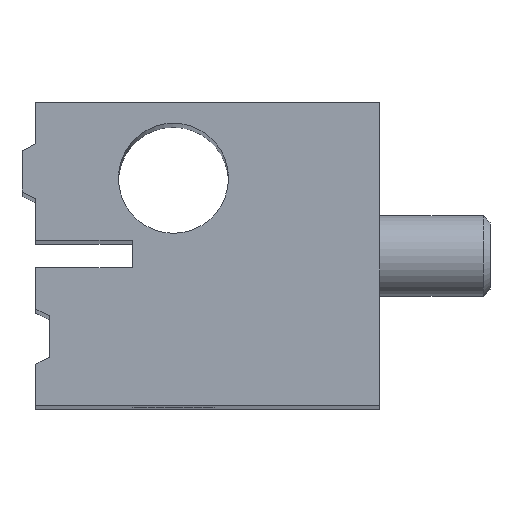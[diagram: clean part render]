
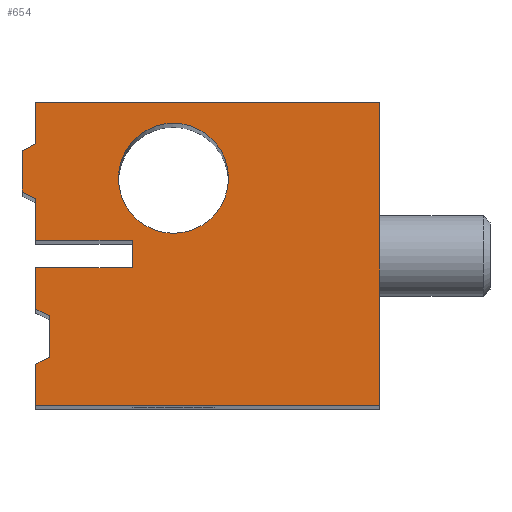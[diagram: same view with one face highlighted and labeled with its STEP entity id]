
A CAD part, top view. The second image highlights one B-rep face of the part: STEP entity #654.
In plain terms, the highlighted planar face has unit normal (0, 0, 1).
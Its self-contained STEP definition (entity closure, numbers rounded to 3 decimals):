
#18=FACE_BOUND('',#125,.T.);
#42=PLANE('',#714);
#85=FACE_OUTER_BOUND('',#124,.T.);
#124=EDGE_LOOP('',(#530,#531,#532,#533,#534,#535,#536,#537,#538,#539,#540,
#541,#542,#543,#544,#545));
#125=EDGE_LOOP('',(#546));
#161=LINE('',#995,#224);
#164=LINE('',#1001,#227);
#168=LINE('',#1008,#231);
#169=LINE('',#1011,#232);
#174=LINE('',#1020,#237);
#177=LINE('',#1028,#240);
#181=LINE('',#1035,#244);
#184=LINE('',#1041,#247);
#187=LINE('',#1047,#250);
#190=LINE('',#1053,#253);
#193=LINE('',#1059,#256);
#197=LINE('',#1071,#260);
#198=LINE('',#1074,#261);
#199=LINE('',#1076,#262);
#200=LINE('',#1077,#263);
#201=LINE('',#1078,#264);
#224=VECTOR('',#782,10.);
#227=VECTOR('',#787,10.);
#231=VECTOR('',#793,10.);
#232=VECTOR('',#796,10.);
#237=VECTOR('',#803,10.);
#240=VECTOR('',#808,10.);
#244=VECTOR('',#814,10.);
#247=VECTOR('',#819,10.);
#250=VECTOR('',#824,10.);
#253=VECTOR('',#829,10.);
#256=VECTOR('',#834,10.);
#260=VECTOR('',#846,10.);
#261=VECTOR('',#849,10.);
#262=VECTOR('',#850,10.);
#263=VECTOR('',#851,10.);
#264=VECTOR('',#852,10.);
#288=CIRCLE('',#712,4.);
#312=VERTEX_POINT('',#992);
#313=VERTEX_POINT('',#994);
#315=VERTEX_POINT('',#1000);
#317=VERTEX_POINT('',#1006);
#318=VERTEX_POINT('',#1010);
#321=VERTEX_POINT('',#1018);
#324=VERTEX_POINT('',#1025);
#325=VERTEX_POINT('',#1027);
#327=VERTEX_POINT('',#1033);
#329=VERTEX_POINT('',#1039);
#331=VERTEX_POINT('',#1045);
#333=VERTEX_POINT('',#1051);
#335=VERTEX_POINT('',#1057);
#337=VERTEX_POINT('',#1063);
#339=VERTEX_POINT('',#1069);
#340=VERTEX_POINT('',#1073);
#341=VERTEX_POINT('',#1075);
#377=EDGE_CURVE('',#313,#312,#161,.T.);
#380=EDGE_CURVE('',#315,#313,#164,.T.);
#384=EDGE_CURVE('',#312,#317,#168,.T.);
#385=EDGE_CURVE('',#318,#315,#169,.T.);
#390=EDGE_CURVE('',#317,#321,#174,.T.);
#393=EDGE_CURVE('',#325,#324,#177,.T.);
#397=EDGE_CURVE('',#324,#327,#181,.T.);
#400=EDGE_CURVE('',#327,#329,#184,.T.);
#403=EDGE_CURVE('',#321,#331,#187,.T.);
#406=EDGE_CURVE('',#331,#333,#190,.T.);
#409=EDGE_CURVE('',#333,#335,#193,.T.);
#412=EDGE_CURVE('',#337,#337,#288,.T.);
#415=EDGE_CURVE('',#329,#339,#197,.T.);
#416=EDGE_CURVE('',#339,#340,#198,.T.);
#417=EDGE_CURVE('',#340,#341,#199,.T.);
#418=EDGE_CURVE('',#341,#318,#200,.T.);
#419=EDGE_CURVE('',#335,#325,#201,.T.);
#530=ORIENTED_EDGE('',*,*,#393,.T.);
#531=ORIENTED_EDGE('',*,*,#397,.T.);
#532=ORIENTED_EDGE('',*,*,#400,.T.);
#533=ORIENTED_EDGE('',*,*,#415,.T.);
#534=ORIENTED_EDGE('',*,*,#416,.T.);
#535=ORIENTED_EDGE('',*,*,#417,.T.);
#536=ORIENTED_EDGE('',*,*,#418,.T.);
#537=ORIENTED_EDGE('',*,*,#385,.T.);
#538=ORIENTED_EDGE('',*,*,#380,.T.);
#539=ORIENTED_EDGE('',*,*,#377,.T.);
#540=ORIENTED_EDGE('',*,*,#384,.T.);
#541=ORIENTED_EDGE('',*,*,#390,.T.);
#542=ORIENTED_EDGE('',*,*,#403,.T.);
#543=ORIENTED_EDGE('',*,*,#406,.T.);
#544=ORIENTED_EDGE('',*,*,#409,.T.);
#545=ORIENTED_EDGE('',*,*,#419,.T.);
#546=ORIENTED_EDGE('',*,*,#412,.T.);
#654=ADVANCED_FACE('',(#85,#18),#42,.T.);
#712=AXIS2_PLACEMENT_3D('',#1065,#840,#841);
#714=AXIS2_PLACEMENT_3D('',#1072,#847,#848);
#782=DIRECTION('',(0.,-1.,0.));
#787=DIRECTION('',(-0.894,-0.447,0.));
#793=DIRECTION('',(0.894,-0.447,0.));
#796=DIRECTION('',(0.,-1.,0.));
#803=DIRECTION('',(0.,-1.,0.));
#808=DIRECTION('',(0.894,-0.447,0.));
#814=DIRECTION('',(0.,-1.,0.));
#819=DIRECTION('',(-0.894,-0.447,0.));
#824=DIRECTION('',(1.,0.,0.));
#829=DIRECTION('',(0.,-1.,0.));
#834=DIRECTION('',(-1.,0.,0.));
#840=DIRECTION('center_axis',(0.,0.,-1.));
#841=DIRECTION('ref_axis',(-1.,0.,0.));
#846=DIRECTION('',(0.,-1.,0.));
#847=DIRECTION('center_axis',(0.,0.,1.));
#848=DIRECTION('ref_axis',(1.,0.,0.));
#849=DIRECTION('',(1.,0.,0.));
#850=DIRECTION('',(0.,1.,0.));
#851=DIRECTION('',(-1.,0.,0.));
#852=DIRECTION('',(0.,-1.,0.));
#992=CARTESIAN_POINT('',(-1.,15.5,170.));
#994=CARTESIAN_POINT('',(-1.,18.5,170.));
#995=CARTESIAN_POINT('',(-1.,18.5,170.));
#1000=CARTESIAN_POINT('',(0.,19.,170.));
#1001=CARTESIAN_POINT('',(-1.,18.5,170.));
#1006=CARTESIAN_POINT('',(0.,15.,170.));
#1008=CARTESIAN_POINT('',(0.,15.,170.));
#1010=CARTESIAN_POINT('',(0.,22.,170.));
#1011=CARTESIAN_POINT('',(0.,0.,170.));
#1018=CARTESIAN_POINT('',(0.,12.,170.));
#1020=CARTESIAN_POINT('',(0.,0.,170.));
#1025=CARTESIAN_POINT('',(1.,6.5,170.));
#1027=CARTESIAN_POINT('',(0.,7.,170.));
#1028=CARTESIAN_POINT('',(4.7,4.65,170.));
#1033=CARTESIAN_POINT('',(1.,3.5,170.));
#1035=CARTESIAN_POINT('',(1.,7.25,170.));
#1039=CARTESIAN_POINT('',(0.,3.,170.));
#1041=CARTESIAN_POINT('',(6.6,6.3,170.));
#1045=CARTESIAN_POINT('',(7.,12.,170.));
#1047=CARTESIAN_POINT('',(9.75,12.,170.));
#1051=CARTESIAN_POINT('',(7.,10.,170.));
#1053=CARTESIAN_POINT('',(7.,10.5,170.));
#1057=CARTESIAN_POINT('',(0.,10.,170.));
#1059=CARTESIAN_POINT('',(6.25,10.,170.));
#1063=CARTESIAN_POINT('',(14.,16.5,170.));
#1065=CARTESIAN_POINT('Origin',(10.,16.5,170.));
#1069=CARTESIAN_POINT('',(0.,0.,170.));
#1071=CARTESIAN_POINT('',(0.,0.,170.));
#1072=CARTESIAN_POINT('Origin',(12.5,11.,170.));
#1073=CARTESIAN_POINT('',(25.,0.,170.));
#1074=CARTESIAN_POINT('',(0.,0.,170.));
#1075=CARTESIAN_POINT('',(25.,22.,170.));
#1076=CARTESIAN_POINT('',(25.,22.,170.));
#1077=CARTESIAN_POINT('',(0.,22.,170.));
#1078=CARTESIAN_POINT('',(0.,0.,170.));
